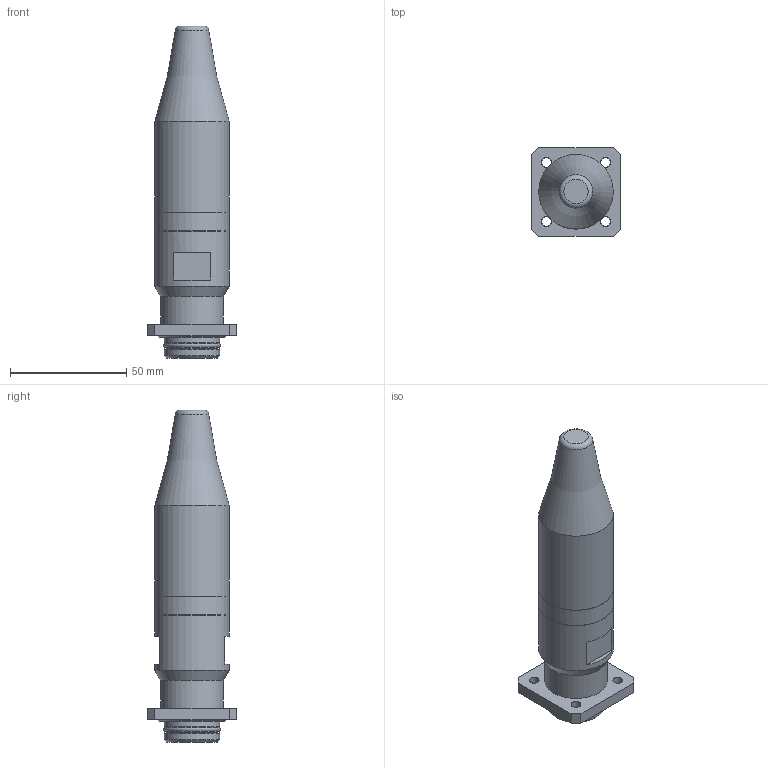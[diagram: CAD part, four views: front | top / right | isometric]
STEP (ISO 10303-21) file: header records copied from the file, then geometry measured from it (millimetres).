
FILE_DESCRIPTION(/* description */ (''),/* implementation_level */ '2;1');
FILE_NAME(/* name */ 'FCR-A Dual Way Blocked Penetrator.stp',/* time_stamp */ '2015-12-09T14:32:25+01:00',/* author */ ('sh'),/* organization */ (''),/* preprocessor_version */ 'ST-DEVELOPER v15.2',/* originating_system */ 'Autodesk Inventor 2014',/* authorisation */ '');
FILE_SCHEMA (('AUTOMOTIVE_DESIGN { 1 0 10303 214 3 1 1 }'));
Length unit declared in the file: millimetre
Products named in the file (1): FCR-A Dual Way Blocked Penetrator
Bounding box: 38.1 x 38.1 x 142.7 mm (x, y, z)
Volume: 93127.6 mm3; surface area: 17534.2 mm2
Topology: 1 solids, 2 shells, 52 faces, 110 edges, 72 vertices
Faces by surface type: plane 27, cylinder 13, torus 9, cone 3
Full cylindrical faces by diameter (mm): 4.2 x4, 20 x1, 21.6 x1, 24 x3, 27 x1, 32 x3
Entity records: 1319 total; most frequent: CARTESIAN_POINT 224, DIRECTION 222, ORIENTED_EDGE 152, EDGE_LOOP 98, AXIS2_PLACEMENT_3D 95, EDGE_CURVE 75, VERTEX_POINT 63, FACE_BOUND 52
